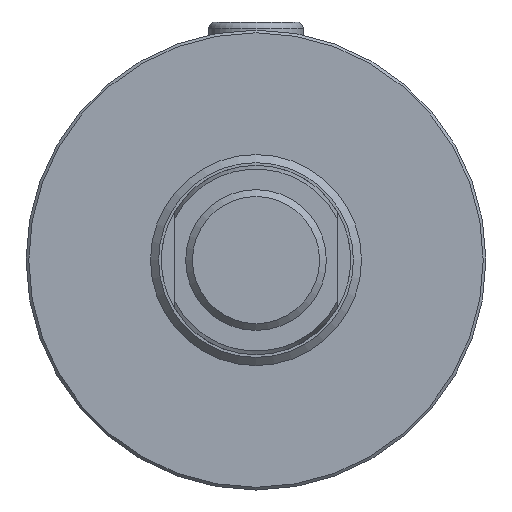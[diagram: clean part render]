
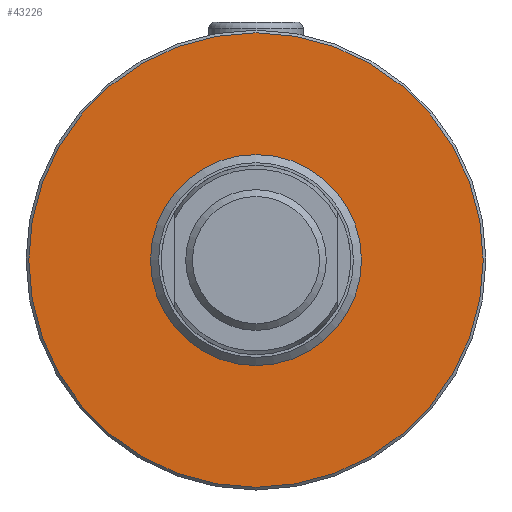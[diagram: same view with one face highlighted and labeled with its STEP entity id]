
A CAD part, front view. The second image highlights one B-rep face of the part: STEP entity #43226.
In plain terms, the highlighted planar face has unit normal (0, -1, 0).
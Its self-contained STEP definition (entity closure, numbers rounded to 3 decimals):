
#43192=CARTESIAN_POINT('',(0.,-329.0,84.));
#43193=VERTEX_POINT('',#43192);
#43194=CARTESIAN_POINT('',(0.0,-329.0,0.));
#43195=DIRECTION('',(0.0,1.0,0.0));
#43196=DIRECTION('',(0.0,0.0,-1.0));
#43197=AXIS2_PLACEMENT_3D('',#43194,#43195,#43196);
#43198=CIRCLE('',#43197,84.);
#43199=EDGE_CURVE('',#43193,#43193,#43198,.T.);
#43207=CARTESIAN_POINT('',(0.0,-329.0,62.));
#43208=DIRECTION('',(0.0,-1.0,0.0));
#43209=DIRECTION('',(0.0,0.0,-1.0));
#43210=AXIS2_PLACEMENT_3D('',#43207,#43208,#43209);
#43211=PLANE('',#43210);
#43212=ORIENTED_EDGE('',*,*,#43199,.F.);
#43213=EDGE_LOOP('',(#43212));
#43214=FACE_OUTER_BOUND('',#43213,.T.);
#43215=CARTESIAN_POINT('',(0.0,-329.0,39.));
#43216=VERTEX_POINT('',#43215);
#43217=CARTESIAN_POINT('',(0.0,-329.0,0.));
#43218=DIRECTION('',(0.0,1.0,0.0));
#43219=DIRECTION('',(0.0,0.0,1.0));
#43220=AXIS2_PLACEMENT_3D('',#43217,#43218,#43219);
#43221=CIRCLE('',#43220,39.);
#43222=EDGE_CURVE('',#43216,#43216,#43221,.T.);
#43223=ORIENTED_EDGE('',*,*,#43222,.T.);
#43224=EDGE_LOOP('',(#43223));
#43225=FACE_BOUND('',#43224,.T.);
#43226=ADVANCED_FACE('',(#43214,#43225),#43211,.T.);
